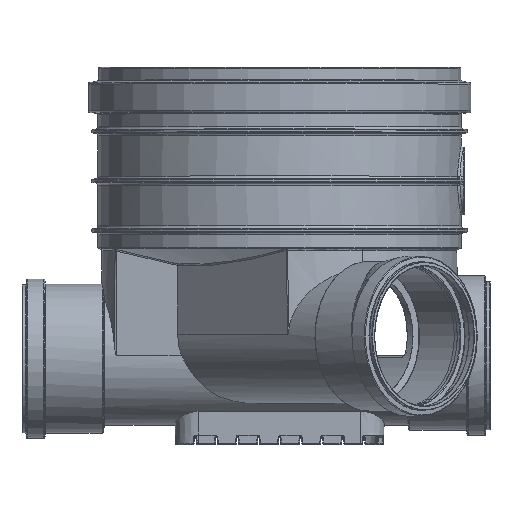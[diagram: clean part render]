
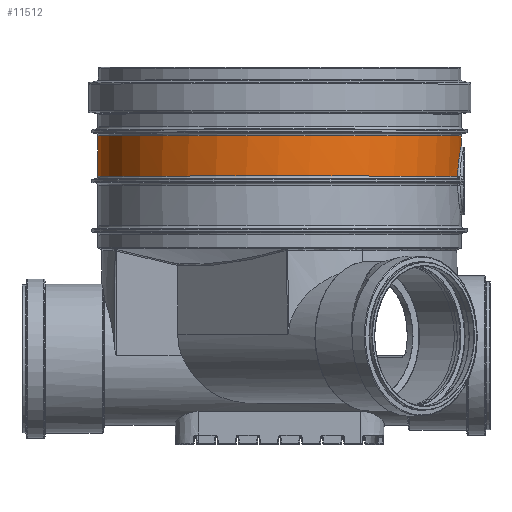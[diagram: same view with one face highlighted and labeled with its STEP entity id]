
A CAD part, top view. The second image highlights one B-rep face of the part: STEP entity #11512.
In plain terms, the highlighted cylindrical face has radius 208 mm (diameter 416 mm), a full revolution.
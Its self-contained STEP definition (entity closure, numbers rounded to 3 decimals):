
#589=LINE('',#22166,#1049);
#1049=VECTOR('',#14311,208.);
#1418=CYLINDRICAL_SURFACE('',#12362,208.);
#1775=FACE_OUTER_BOUND('',#2476,.T.);
#2476=EDGE_LOOP('',(#8371,#8372,#8373,#8374,#8375,#8376,#8377,#8378));
#3196=CIRCLE('',#12363,208.);
#3197=CIRCLE('',#12364,208.);
#3198=CIRCLE('',#12365,208.);
#3199=CIRCLE('',#12366,208.);
#4102=B_SPLINE_CURVE_WITH_KNOTS('',3,(#21979,#21980,#21981,#21982,#21983,
#21984,#21985),.UNSPECIFIED.,.F.,.F.,(4,1,1,1,4),(-12.051,-10.33,
-8.608,-6.887,-6.026),.UNSPECIFIED.);
#4103=B_SPLINE_CURVE_WITH_KNOTS('',3,(#21987,#21988,#21989,#21990,#21991,
#21992,#21993),.UNSPECIFIED.,.F.,.F.,(4,1,1,1,4),(-6.026,-5.165,
-3.443,-1.722,0.),.UNSPECIFIED.);
#4657=VERTEX_POINT('',#21976);
#4658=VERTEX_POINT('',#21978);
#4659=VERTEX_POINT('',#21986);
#4667=VERTEX_POINT('',#22160);
#4668=VERTEX_POINT('',#22161);
#4669=VERTEX_POINT('',#22163);
#6039=EDGE_CURVE('',#4657,#4658,#4102,.T.);
#6040=EDGE_CURVE('',#4658,#4659,#4103,.T.);
#6057=EDGE_CURVE('',#4667,#4668,#3196,.T.);
#6058=EDGE_CURVE('',#4669,#4667,#3197,.T.);
#6059=EDGE_CURVE('',#4668,#4669,#3198,.T.);
#6060=EDGE_CURVE('',#4668,#4658,#589,.T.);
#6061=EDGE_CURVE('',#4657,#4659,#3199,.T.);
#8371=ORIENTED_EDGE('',*,*,#6057,.F.);
#8372=ORIENTED_EDGE('',*,*,#6058,.F.);
#8373=ORIENTED_EDGE('',*,*,#6059,.F.);
#8374=ORIENTED_EDGE('',*,*,#6060,.T.);
#8375=ORIENTED_EDGE('',*,*,#6039,.F.);
#8376=ORIENTED_EDGE('',*,*,#6061,.T.);
#8377=ORIENTED_EDGE('',*,*,#6040,.F.);
#8378=ORIENTED_EDGE('',*,*,#6060,.F.);
#11512=ADVANCED_FACE('',(#1775),#1418,.T.);
#12362=AXIS2_PLACEMENT_3D('',#22159,#14303,#14304);
#12363=AXIS2_PLACEMENT_3D('',#22162,#14305,#14306);
#12364=AXIS2_PLACEMENT_3D('',#22164,#14307,#14308);
#12365=AXIS2_PLACEMENT_3D('',#22165,#14309,#14310);
#12366=AXIS2_PLACEMENT_3D('',#22167,#14312,#14313);
#14303=DIRECTION('center_axis',(0.,1.,0.));
#14304=DIRECTION('ref_axis',(-1.,0.,0.));
#14305=DIRECTION('center_axis',(0.,1.,0.));
#14306=DIRECTION('ref_axis',(1.,0.,0.));
#14307=DIRECTION('center_axis',(0.,1.,0.));
#14308=DIRECTION('ref_axis',(1.,0.,0.));
#14309=DIRECTION('center_axis',(0.,1.,0.));
#14310=DIRECTION('ref_axis',(1.,0.,0.));
#14311=DIRECTION('',(0.,-1.,0.));
#14312=DIRECTION('center_axis',(0.,1.,0.));
#14313=DIRECTION('ref_axis',(1.,0.,0.));
#21976=CARTESIAN_POINT('',(203.946,205.449,-40.866));
#21978=CARTESIAN_POINT('',(208.,241.626,0.));
#21979=CARTESIAN_POINT('Ctrl Pts',(203.946,205.449,-40.866));
#21980=CARTESIAN_POINT('Ctrl Pts',(204.091,211.139,-40.143));
#21981=CARTESIAN_POINT('Ctrl Pts',(204.869,222.181,-36.311));
#21982=CARTESIAN_POINT('Ctrl Pts',(206.713,234.943,-24.533));
#21983=CARTESIAN_POINT('Ctrl Pts',(207.83,240.751,-11.317));
#21984=CARTESIAN_POINT('Ctrl Pts',(207.998,241.624,-2.829));
#21985=CARTESIAN_POINT('Ctrl Pts',(207.999,241.624,0.));
#21986=CARTESIAN_POINT('',(203.946,205.449,40.866));
#21987=CARTESIAN_POINT('Ctrl Pts',(207.999,241.624,0.001));
#21988=CARTESIAN_POINT('Ctrl Pts',(207.999,241.625,2.83));
#21989=CARTESIAN_POINT('Ctrl Pts',(207.832,240.754,11.317));
#21990=CARTESIAN_POINT('Ctrl Pts',(206.711,234.94,24.53));
#21991=CARTESIAN_POINT('Ctrl Pts',(204.869,222.184,36.311));
#21992=CARTESIAN_POINT('Ctrl Pts',(204.091,211.139,40.143));
#21993=CARTESIAN_POINT('Ctrl Pts',(203.946,205.449,40.866));
#22159=CARTESIAN_POINT('Origin',(0.,228.6,0.));
#22160=CARTESIAN_POINT('',(-208.,251.751,0.));
#22161=CARTESIAN_POINT('',(208.,251.751,0.));
#22162=CARTESIAN_POINT('Origin',(0.,251.751,0.));
#22163=CARTESIAN_POINT('',(0.,251.751,-208.));
#22164=CARTESIAN_POINT('Origin',(0.,251.751,0.));
#22165=CARTESIAN_POINT('Origin',(0.,251.751,0.));
#22166=CARTESIAN_POINT('',(208.,228.6,0.));
#22167=CARTESIAN_POINT('Origin',(0.,205.449,0.));
